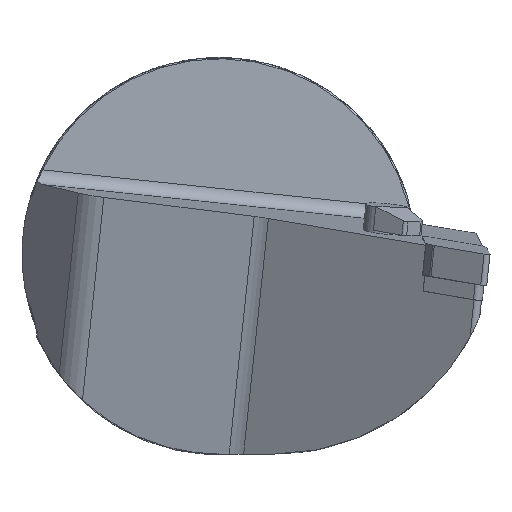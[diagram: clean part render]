
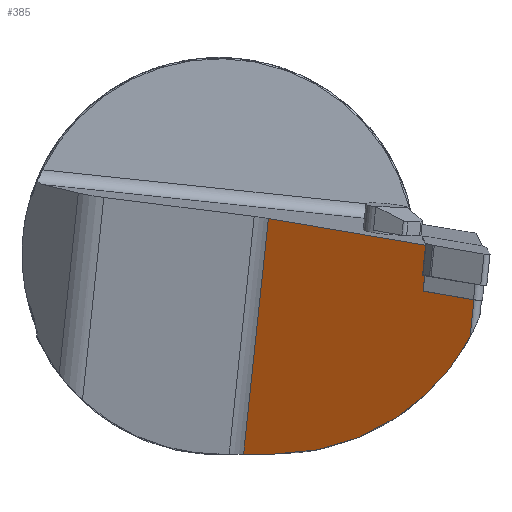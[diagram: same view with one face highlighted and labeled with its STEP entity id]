
A CAD part, left-side view. The second image highlights one B-rep face of the part: STEP entity #385.
In plain terms, the highlighted planar face has unit normal (-0.849, 0.527, -0.034).
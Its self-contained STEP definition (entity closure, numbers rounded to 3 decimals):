
#93=ELLIPSE('',#1676,52.996,45.);
#120=LINE('',#2550,#237);
#126=LINE('',#2573,#243);
#127=LINE('',#2575,#244);
#128=LINE('',#2578,#245);
#129=LINE('',#2580,#246);
#130=LINE('',#2581,#247);
#131=LINE('',#2583,#248);
#132=LINE('',#2587,#249);
#237=VECTOR('',#1847,1.);
#243=VECTOR('',#1861,1.);
#244=VECTOR('',#1864,1.);
#245=VECTOR('',#1865,1.);
#246=VECTOR('',#1866,1.);
#247=VECTOR('',#1867,1.);
#248=VECTOR('',#1868,1.);
#249=VECTOR('',#1871,1.);
#385=ADVANCED_FACE('',(#529),#480,.F.);
#480=PLANE('',#1677);
#529=FACE_OUTER_BOUND('',#615,.T.);
#615=EDGE_LOOP('',(#786,#787,#788,#789,#790,#791,#792,#793,#794));
#786=ORIENTED_EDGE('',*,*,#1397,.F.);
#787=ORIENTED_EDGE('',*,*,#1398,.T.);
#788=ORIENTED_EDGE('',*,*,#1399,.F.);
#789=ORIENTED_EDGE('',*,*,#1386,.F.);
#790=ORIENTED_EDGE('',*,*,#1396,.F.);
#791=ORIENTED_EDGE('',*,*,#1400,.F.);
#792=ORIENTED_EDGE('',*,*,#1401,.T.);
#793=ORIENTED_EDGE('',*,*,#1402,.T.);
#794=ORIENTED_EDGE('',*,*,#1403,.T.);
#1229=VERTEX_POINT('',#2549);
#1230=VERTEX_POINT('',#2551);
#1238=VERTEX_POINT('',#2572);
#1239=VERTEX_POINT('',#2576);
#1240=VERTEX_POINT('',#2577);
#1241=VERTEX_POINT('',#2579);
#1242=VERTEX_POINT('',#2582);
#1243=VERTEX_POINT('',#2584);
#1244=VERTEX_POINT('',#2586);
#1386=EDGE_CURVE('',#1229,#1230,#120,.T.);
#1396=EDGE_CURVE('',#1238,#1229,#126,.T.);
#1397=EDGE_CURVE('',#1239,#1240,#127,.T.);
#1398=EDGE_CURVE('',#1239,#1241,#128,.T.);
#1399=EDGE_CURVE('',#1230,#1241,#129,.T.);
#1400=EDGE_CURVE('',#1242,#1238,#130,.T.);
#1401=EDGE_CURVE('',#1242,#1243,#131,.T.);
#1402=EDGE_CURVE('',#1243,#1244,#93,.T.);
#1403=EDGE_CURVE('',#1244,#1240,#132,.T.);
#1676=AXIS2_PLACEMENT_3D('',#2585,#1869,#1870);
#1677=AXIS2_PLACEMENT_3D('',#2588,#1872,#1873);
#1847=DIRECTION('',(0.105,0.104,-0.989));
#1861=DIRECTION('',(-0.518,-0.843,-0.143));
#1864=DIRECTION('',(-0.518,-0.843,-0.143));
#1865=DIRECTION('',(-0.105,-0.104,0.989));
#1866=DIRECTION('',(-0.518,-0.843,-0.143));
#1867=DIRECTION('',(-0.105,-0.104,0.989));
#1868=DIRECTION('',(-0.527,-0.85,0.));
#1869=DIRECTION('',(-0.849,0.527,-0.034));
#1870=DIRECTION('',(0.528,0.847,-0.055));
#1871=DIRECTION('',(-0.105,-0.104,0.989));
#1872=DIRECTION('',(0.849,-0.527,0.034));
#1873=DIRECTION('',(0.527,0.85,0.));
#2549=CARTESIAN_POINT('',(8.167,-41.93,1.882));
#2550=CARTESIAN_POINT('',(4.372,-45.704,37.786));
#2551=CARTESIAN_POINT('',(8.81,-41.291,-4.201));
#2572=CARTESIAN_POINT('',(27.76,-10.011,7.308));
#2573=CARTESIAN_POINT('',(-15.368,-80.269,-4.635));
#2575=CARTESIAN_POINT('',(28.736,-9.041,-1.92));
#2576=CARTESIAN_POINT('',(8.858,-41.423,-7.425));
#2577=CARTESIAN_POINT('',(2.52,-51.747,-9.179));
#2578=CARTESIAN_POINT('',(7.603,-42.671,4.444));
#2579=CARTESIAN_POINT('',(8.525,-41.754,-4.279));
#2580=CARTESIAN_POINT('',(28.403,-9.372,1.225));
#2581=CARTESIAN_POINT('',(23.966,-13.785,43.211));
#2582=CARTESIAN_POINT('',(32.813,-4.986,-40.5));
#2583=CARTESIAN_POINT('',(26.41,-15.301,-40.5));
#2584=CARTESIAN_POINT('',(28.919,-11.26,-40.5));
#2585=CARTESIAN_POINT('',(27.099,-11.26,4.5));
#2586=CARTESIAN_POINT('',(3.314,-50.957,-16.692));
#2587=CARTESIAN_POINT('',(-2.249,-56.49,35.952));
#2588=CARTESIAN_POINT('',(23.966,-13.785,43.211));
